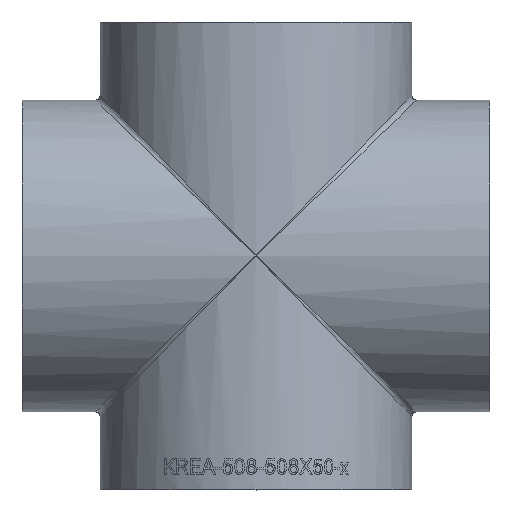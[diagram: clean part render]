
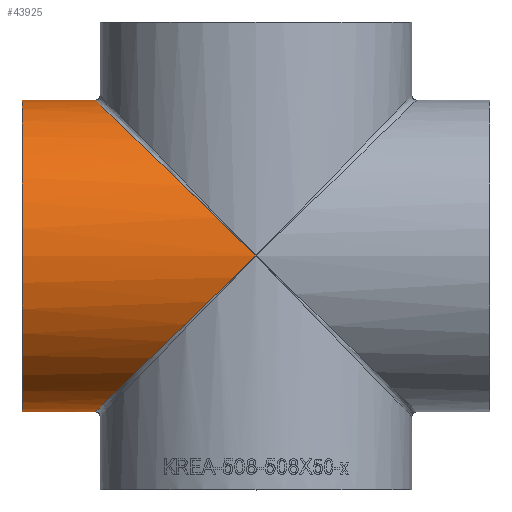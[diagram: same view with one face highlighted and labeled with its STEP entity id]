
A CAD part, top view. The second image highlights one B-rep face of the part: STEP entity #43925.
In plain terms, the highlighted cylindrical face has radius 254 mm (diameter 508 mm), a full revolution.
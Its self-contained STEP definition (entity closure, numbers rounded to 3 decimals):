
#3010 = FACE_OUTER_BOUND ( 'NONE', #25353, .T. ) ;
#4683 = EDGE_CURVE ( 'NONE', #21058, #21058, #29464, .T. ) ;
#5366 = CARTESIAN_POINT ( 'NONE',  ( 0., 0., -254. ) ) ;
#7752 = DIRECTION ( 'NONE',  ( 0., 0., 1. ) ) ;
#8290 = EDGE_LOOP ( 'NONE', ( #28109 ) ) ;
#10884 = VERTEX_POINT ( 'NONE', #33027 ) ;
#11700 = CARTESIAN_POINT ( 'NONE',  ( 0., 0., 254. ) ) ;
#12493 = CARTESIAN_POINT ( 'NONE',  ( 0., 0., -254. ) ) ;
#16503 = CARTESIAN_POINT ( 'NONE',  ( -524., 508., -254. ) ) ;
#17908 = CARTESIAN_POINT ( 'NONE',  ( -381., 0., 0. ) ) ;
#18673 = DIRECTION ( 'NONE',  ( 0., 0., 1. ) ) ;
#20249 = EDGE_CURVE ( 'NONE', #46524, #10884, #22681, .T. ) ;
#21058 = VERTEX_POINT ( 'NONE', #36926 ) ;
#22681 =( BOUNDED_CURVE ( )  B_SPLINE_CURVE ( 3, ( #33386, #48470, #16503, #5366 ),
 .UNSPECIFIED., .F., .F. ) 
 B_SPLINE_CURVE_WITH_KNOTS ( ( 4, 4 ),
 ( 4.712, 7.854 ),
 .UNSPECIFIED. ) 
 CURVE ( )  GEOMETRIC_REPRESENTATION_ITEM ( )  RATIONAL_B_SPLINE_CURVE ( ( 1., 0.333, 0.333, 1. ) ) 
 REPRESENTATION_ITEM ( '' )  );
#23350 = FACE_OUTER_BOUND ( 'NONE', #8290, .T. ) ;
#25040 = EDGE_CURVE ( 'NONE', #10884, #46524, #26093, .T. ) ;
#25152 = CARTESIAN_POINT ( 'NONE',  ( 0., 0., 254. ) ) ;
#25353 = EDGE_LOOP ( 'NONE', ( #40333, #48525 ) ) ;
#26093 =( BOUNDED_CURVE ( )  B_SPLINE_CURVE ( 3, ( #12493, #41258, #32817, #25152 ),
 .UNSPECIFIED., .F., .F. ) 
 B_SPLINE_CURVE_WITH_KNOTS ( ( 4, 4 ),
 ( 4.712, 7.854 ),
 .UNSPECIFIED. ) 
 CURVE ( )  GEOMETRIC_REPRESENTATION_ITEM ( )  RATIONAL_B_SPLINE_CURVE ( ( 1., 0.333, 0.333, 1. ) ) 
 REPRESENTATION_ITEM ( '' )  );
#27066 = CYLINDRICAL_SURFACE ( 'NONE', #39203, 254. ) ;
#28107 = CARTESIAN_POINT ( 'NONE',  ( 381., 0., 0. ) ) ;
#28109 = ORIENTED_EDGE ( 'NONE', *, *, #4683, .F. ) ;
#28627 = AXIS2_PLACEMENT_3D ( 'NONE', #17908, #50405, #18673 ) ;
#29464 = CIRCLE ( 'NONE', #28627, 254. ) ;
#32817 = CARTESIAN_POINT ( 'NONE',  ( -524., -508., 254. ) ) ;
#33027 = CARTESIAN_POINT ( 'NONE',  ( 0., 0., -254. ) ) ;
#33386 = CARTESIAN_POINT ( 'NONE',  ( 0., 0., 254. ) ) ;
#35786 = DIRECTION ( 'NONE',  ( -1., 0., 0. ) ) ;
#36926 = CARTESIAN_POINT ( 'NONE',  ( -381., 0., 254. ) ) ;
#39203 = AXIS2_PLACEMENT_3D ( 'NONE', #28107, #35786, #7752 ) ;
#40333 = ORIENTED_EDGE ( 'NONE', *, *, #25040, .T. ) ;
#41258 = CARTESIAN_POINT ( 'NONE',  ( -524., -508., -254. ) ) ;
#43925 = ADVANCED_FACE ( 'NONE', ( #23350, #3010 ), #27066, .T. ) ;
#46524 = VERTEX_POINT ( 'NONE', #11700 ) ;
#48470 = CARTESIAN_POINT ( 'NONE',  ( -524., 508., 254. ) ) ;
#48525 = ORIENTED_EDGE ( 'NONE', *, *, #20249, .T. ) ;
#50405 = DIRECTION ( 'NONE',  ( -1., 0., 0. ) ) ;
